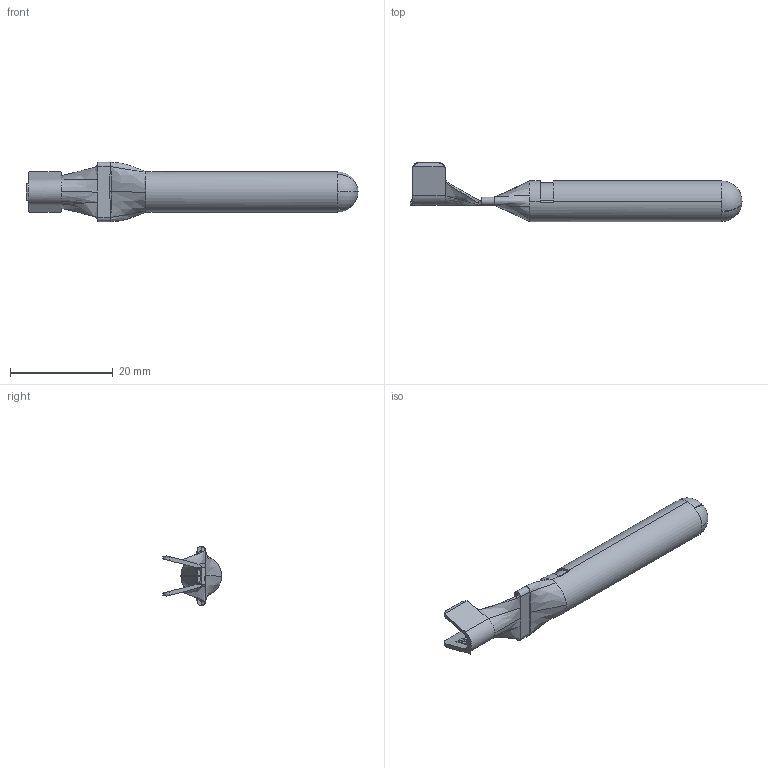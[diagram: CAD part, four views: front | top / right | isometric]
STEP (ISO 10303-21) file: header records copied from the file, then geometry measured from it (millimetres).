
FILE_DESCRIPTION (( 'STEP AP203' ), '1' );
FILE_NAME ('82032.STEP', '2015-02-12T19:53:59', ( '' ), ( '' ), 'SwSTEP 2.0', 'SolidWorks 2014', '' );
FILE_SCHEMA (( 'CONFIG_CONTROL_DESIGN' ));
Length unit declared in the file: inch
Products named in the file (1): 82032
Bounding box: 64.77 x 11.53 x 11.56 mm (x, y, z)
Volume: 995.2 mm3; surface area: 2799.3 mm2
Topology: 1 solids, 1 shells, 192 faces, 500 edges, 299 vertices
Faces by surface type: plane 75, bspline 47, cylinder 46, cone 16, sphere 8
Entity records: 7584 total; most frequent: CARTESIAN_POINT 3134, ORIENTED_EDGE 978, DIRECTION 835, EDGE_CURVE 489, VERTEX_POINT 299, AXIS2_PLACEMENT_3D 284, VECTOR 267, LINE 267
